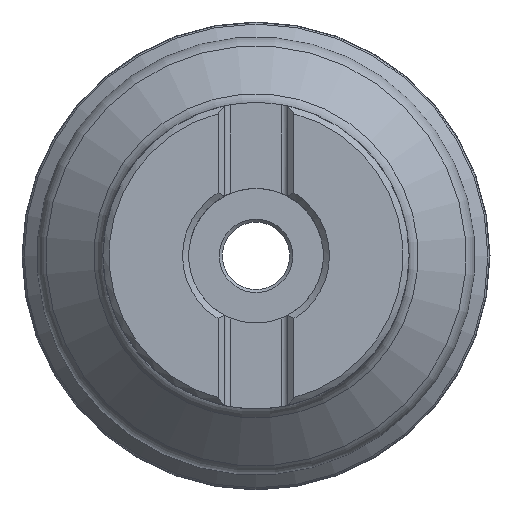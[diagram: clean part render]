
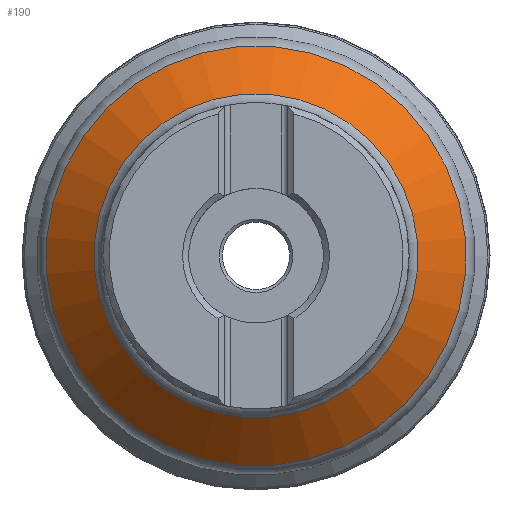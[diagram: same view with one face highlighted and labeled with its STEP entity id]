
A CAD part, top view. The second image highlights one B-rep face of the part: STEP entity #190.
In plain terms, the highlighted conical face has half-angle 45 degrees and reference radius 25 mm.
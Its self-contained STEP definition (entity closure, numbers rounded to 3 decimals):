
#40=CONICAL_SURFACE('',#973,25.,45.);
#190=ADVANCED_FACE('',(#351,#352),#40,.T.);
#351=FACE_BOUND('',#445,.T.);
#352=FACE_BOUND('',#446,.T.);
#445=EDGE_LOOP('',(#574));
#446=EDGE_LOOP('',(#575));
#574=ORIENTED_EDGE('',*,*,#825,.T.);
#575=ORIENTED_EDGE('',*,*,#826,.T.);
#748=VERTEX_POINT('',#1585);
#749=VERTEX_POINT('',#1587);
#825=EDGE_CURVE('',#748,#748,#910,.T.);
#826=EDGE_CURVE('',#749,#749,#911,.T.);
#910=CIRCLE('',#971,34.286);
#911=CIRCLE('',#972,26.464);
#971=AXIS2_PLACEMENT_3D('',#1584,#1136,#1137);
#972=AXIS2_PLACEMENT_3D('',#1586,#1138,#1139);
#973=AXIS2_PLACEMENT_3D('',#1588,#1140,#1141);
#1136=DIRECTION('',(0.,0.,1.));
#1137=DIRECTION('',(0.087,-0.996,0.));
#1138=DIRECTION('',(0.,0.,-1.));
#1139=DIRECTION('',(-0.087,0.996,0.));
#1140=DIRECTION('',(0.,0.,-1.));
#1141=DIRECTION('',(-0.087,0.996,0.));
#1584=CARTESIAN_POINT('',(0.,0.,-21.286));
#1585=CARTESIAN_POINT('',(2.988,-34.155,-21.286));
#1586=CARTESIAN_POINT('',(0.,0.,-13.464));
#1587=CARTESIAN_POINT('',(-2.307,26.364,-13.464));
#1588=CARTESIAN_POINT('',(0.,0.,-12.));
